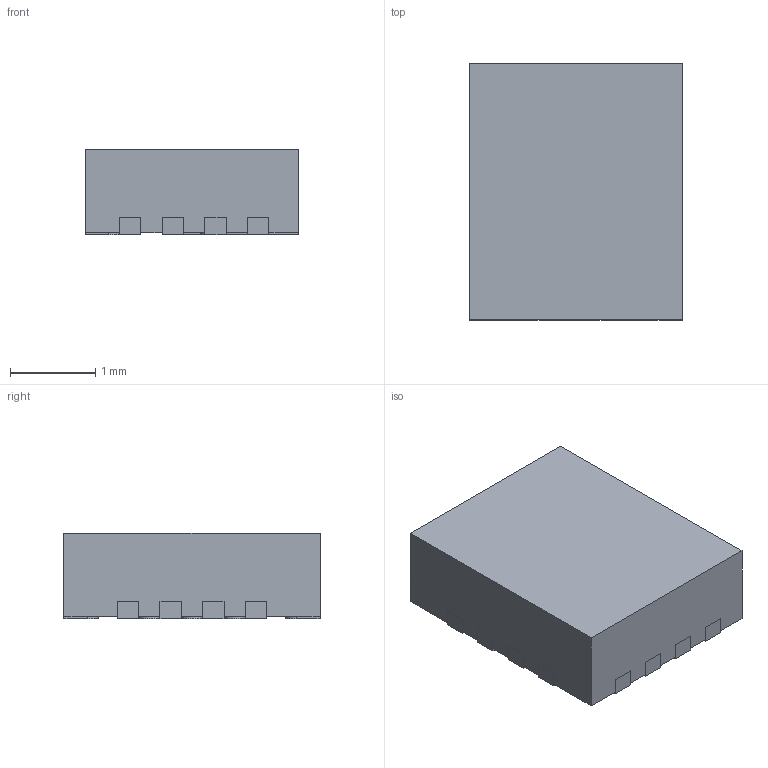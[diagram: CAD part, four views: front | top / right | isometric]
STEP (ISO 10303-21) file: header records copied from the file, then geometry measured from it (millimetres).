
FILE_DESCRIPTION((''),'2;1');
FILE_NAME('RNM0015A_ASM','2015-07-30T',('a0412025'),(''),'PRO/ENGINEER BY PARAMETRIC TECHNOLOGY CORPORATION, 2011490','PRO/ENGINEER BY PARAMETRIC TECHNOLOGY CORPORATION, 2011490','');
FILE_SCHEMA(('AUTOMOTIVE_DESIGN_CC2 { 1 2 10303 214 -1 1 5 2 }'));
Length unit declared in the file: millimetre
Products named in the file (4): FRAME-RNM0015A; BODY-QFN; PIN1-ID; RNM0015A_ASM
Assembly tree (3 placements, depth 2):
  RNM0015A_ASM
    FRAME-RNM0015A
    BODY-QFN
    PIN1-ID
Bounding box: 2.5 x 3 x 1 mm (x, y, z)
Volume: 7.4 mm3; surface area: 37.6 mm2
Topology: 14 solids, 14 shells, 160 faces, 396 edges, 264 vertices
Faces by surface type: plane 132, cylinder 28
Entity records: 6191 total; most frequent: CARTESIAN_POINT 827, ORIENTED_EDGE 792, DIRECTION 786, PRESENTATION_STYLE_ASSIGNMENT 423, STYLED_ITEM 410, CURVE_STYLE 396, EDGE_CURVE 396, VECTOR 340
